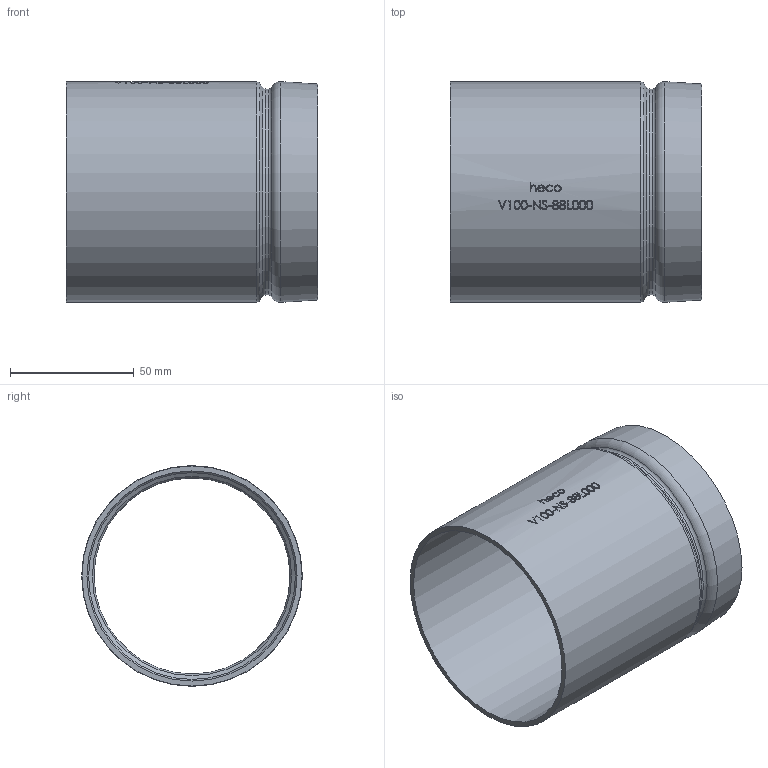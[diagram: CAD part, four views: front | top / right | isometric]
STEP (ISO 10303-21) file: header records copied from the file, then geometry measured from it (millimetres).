
FILE_DESCRIPTION (( 'STEP AP214' ), '1' );
FILE_NAME ('V100-NS-088L000-x Typ494 DN80 300 Ø88,9 1812.STEP', '2018-12-20T07:20:25', ( '' ), ( '' ), 'SwSTEP 2.0', 'SolidWorks 2016', '' );
FILE_SCHEMA (( 'AUTOMOTIVE_DESIGN' ));
Length unit declared in the file: inch
Products named in the file (1): V100-NS-088L000-x Typ494 DN80 300 Ø88,9 1812
Bounding box: 101.6 x 89.13 x 89.13 mm (x, y, z)
Volume: 57701.3 mm3; surface area: 57701.8 mm2
Topology: 1 solids, 1 shells, 228 faces, 584 edges, 387 vertices
Faces by surface type: bspline 129, plane 54, cylinder 33, torus 8, cone 4
Full cylindrical faces by diameter (mm): 79.121 x1, 83.185 x1, 84.836 x1, 88.9 x1
Entity records: 15930 total; most frequent: CARTESIAN_POINT 8757, ORIENTED_EDGE 1122, EDGE_CURVE 561, DIRECTION 533, VERTEX_POINT 380, B_SPLINE_CURVE_WITH_KNOTS 282, EDGE_LOOP 275, FACE_OUTER_BOUND 240
